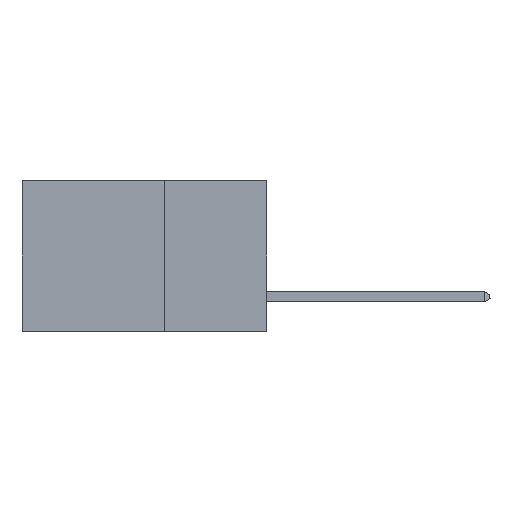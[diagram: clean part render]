
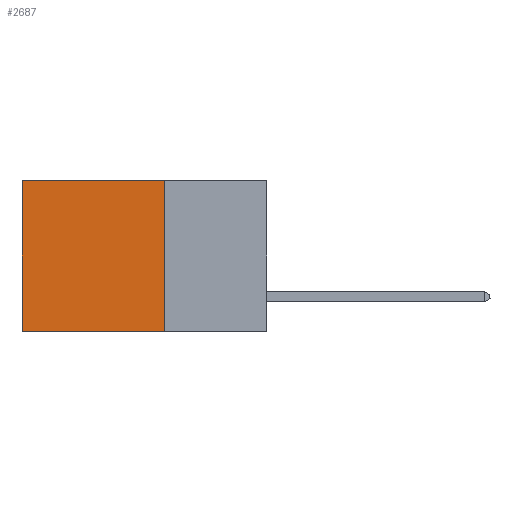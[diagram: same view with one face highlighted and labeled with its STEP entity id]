
A CAD part, left-side view. The second image highlights one B-rep face of the part: STEP entity #2687.
In plain terms, the highlighted planar face has unit normal (-1, 0, 0).
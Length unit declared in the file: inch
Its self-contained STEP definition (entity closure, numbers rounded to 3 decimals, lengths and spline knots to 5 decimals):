
#835 = CARTESIAN_POINT ( 'NONE',  ( 0.2875, 0.25, 0. ) ) ;
#1369 = FACE_OUTER_BOUND ( 'NONE', #3849, .T. ) ;
#1403 = ORIENTED_EDGE ( 'NONE', *, *, #9675, .T. ) ;
#1854 = ORIENTED_EDGE ( 'NONE', *, *, #6699, .T. ) ;
#2539 = CARTESIAN_POINT ( 'NONE',  ( 0.2875, 0.6, 0. ) ) ;
#2687 = ADVANCED_FACE ( 'NONE', ( #1369 ), #12141, .F. ) ;
#2960 = CARTESIAN_POINT ( 'NONE',  ( 0.2875, 0.25, 0. ) ) ;
#3057 = CARTESIAN_POINT ( 'NONE',  ( 0.2875, 0.25, -0.37 ) ) ;
#3717 = CARTESIAN_POINT ( 'NONE',  ( 0.2875, 0.6, -0.37 ) ) ;
#3849 = EDGE_LOOP ( 'NONE', ( #1403, #15384, #6894, #1854 ) ) ;
#4166 = VERTEX_POINT ( 'NONE', #2960 ) ;
#4394 = DIRECTION ( 'NONE',  ( 0., 1., 0. ) ) ;
#4793 = DIRECTION ( 'NONE',  ( 0., 1., 0. ) ) ;
#5230 = EDGE_CURVE ( 'NONE', #10215, #11145, #10773, .T. ) ;
#5647 = CARTESIAN_POINT ( 'NONE',  ( 0.2875, 0.6, 0. ) ) ;
#6484 = VERTEX_POINT ( 'NONE', #5647 ) ;
#6699 = EDGE_CURVE ( 'NONE', #4166, #6484, #10108, .T. ) ;
#6894 = ORIENTED_EDGE ( 'NONE', *, *, #14562, .F. ) ;
#6908 = VECTOR ( 'NONE', #4394, 39.37008 ) ;
#7885 = AXIS2_PLACEMENT_3D ( 'NONE', #11990, #11931, #11893 ) ;
#8112 = VECTOR ( 'NONE', #14259, 39.37008 ) ;
#8758 = LINE ( 'NONE', #835, #12231 ) ;
#9675 = EDGE_CURVE ( 'NONE', #6484, #11145, #11572, .T. ) ;
#10108 = LINE ( 'NONE', #13872, #16153 ) ;
#10215 = VERTEX_POINT ( 'NONE', #14017 ) ;
#10773 = LINE ( 'NONE', #3057, #6908 ) ;
#11145 = VERTEX_POINT ( 'NONE', #3717 ) ;
#11572 = LINE ( 'NONE', #2539, #8112 ) ;
#11893 = DIRECTION ( 'NONE',  ( 0., 0., -1. ) ) ;
#11931 = DIRECTION ( 'NONE',  ( 1., 0., 0. ) ) ;
#11990 = CARTESIAN_POINT ( 'NONE',  ( 0.2875, 0.25, 0. ) ) ;
#12141 = PLANE ( 'NONE',  #7885 ) ;
#12231 = VECTOR ( 'NONE', #13855, 39.37008 ) ;
#13855 = DIRECTION ( 'NONE',  ( 0., 0., -1. ) ) ;
#13872 = CARTESIAN_POINT ( 'NONE',  ( 0.2875, 0.25, 0. ) ) ;
#14017 = CARTESIAN_POINT ( 'NONE',  ( 0.2875, 0.25, -0.37 ) ) ;
#14259 = DIRECTION ( 'NONE',  ( 0., 0., -1. ) ) ;
#14562 = EDGE_CURVE ( 'NONE', #4166, #10215, #8758, .T. ) ;
#15384 = ORIENTED_EDGE ( 'NONE', *, *, #5230, .F. ) ;
#16153 = VECTOR ( 'NONE', #4793, 39.37008 ) ;
